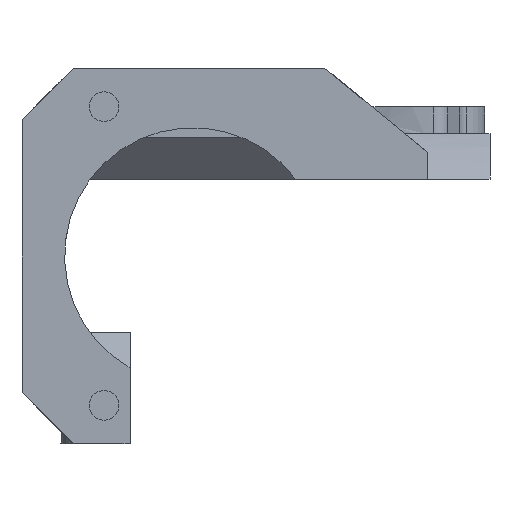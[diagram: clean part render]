
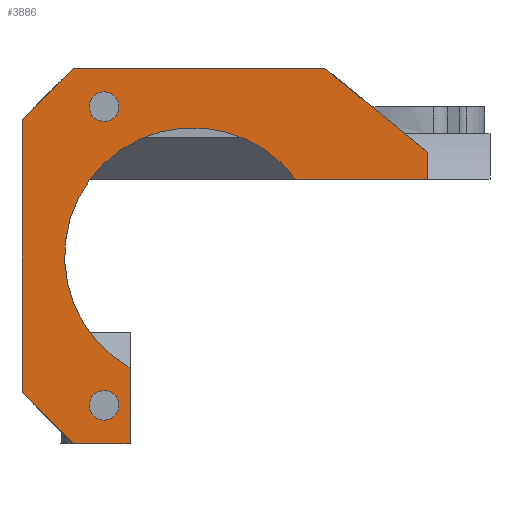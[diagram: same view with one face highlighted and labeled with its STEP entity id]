
A CAD part, left-side view. The second image highlights one B-rep face of the part: STEP entity #3886.
In plain terms, the highlighted planar face has unit normal (-1, 0, 0).
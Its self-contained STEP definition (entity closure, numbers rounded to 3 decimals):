
#70=FACE_BOUND('',#723,.T.);
#71=FACE_BOUND('',#724,.T.);
#306=PLANE('',#4231);
#489=FACE_OUTER_BOUND('',#722,.T.);
#722=EDGE_LOOP('',(#3171,#3172,#3173,#3174,#3175,#3176,#3177,#3178,#3179,
#3180));
#723=EDGE_LOOP('',(#3181));
#724=EDGE_LOOP('',(#3182));
#921=LINE('',#5679,#1308);
#927=LINE('',#5697,#1314);
#946=LINE('',#5786,#1333);
#959=LINE('',#5820,#1346);
#1066=LINE('',#6213,#1453);
#1067=LINE('',#6215,#1454);
#1068=LINE('',#6217,#1455);
#1069=LINE('',#6219,#1456);
#1070=LINE('',#6220,#1457);
#1308=VECTOR('',#4523,1000.);
#1314=VECTOR('',#4541,1000.);
#1333=VECTOR('',#4618,1000.);
#1346=VECTOR('',#4653,1000.);
#1453=VECTOR('',#5022,1000.);
#1454=VECTOR('',#5023,1000.);
#1455=VECTOR('',#5024,1000.);
#1456=VECTOR('',#5025,1000.);
#1457=VECTOR('',#5026,1000.);
#1677=CIRCLE('',#4134,1.45);
#1679=CIRCLE('',#4137,1.45);
#1728=CIRCLE('',#4219,12.5);
#1827=VERTEX_POINT('',#5676);
#1828=VERTEX_POINT('',#5678);
#1834=VERTEX_POINT('',#5695);
#1873=VERTEX_POINT('',#5782);
#1875=VERTEX_POINT('',#5785);
#1922=VERTEX_POINT('',#5969);
#1924=VERTEX_POINT('',#5975);
#1988=VERTEX_POINT('',#6164);
#2006=VERTEX_POINT('',#6212);
#2007=VERTEX_POINT('',#6214);
#2008=VERTEX_POINT('',#6216);
#2009=VERTEX_POINT('',#6218);
#2194=EDGE_CURVE('',#1827,#1828,#921,.T.);
#2204=EDGE_CURVE('',#1834,#1827,#927,.T.);
#2248=EDGE_CURVE('',#1873,#1875,#946,.T.);
#2266=EDGE_CURVE('',#1828,#1873,#959,.T.);
#2326=EDGE_CURVE('',#1922,#1922,#1677,.T.);
#2329=EDGE_CURVE('',#1924,#1924,#1679,.T.);
#2420=EDGE_CURVE('',#1875,#1988,#1728,.T.);
#2443=EDGE_CURVE('',#2006,#1988,#1066,.T.);
#2444=EDGE_CURVE('',#2007,#1834,#1067,.T.);
#2445=EDGE_CURVE('',#2007,#2008,#1068,.T.);
#2446=EDGE_CURVE('',#2009,#2008,#1069,.T.);
#2447=EDGE_CURVE('',#2009,#2006,#1070,.T.);
#3171=ORIENTED_EDGE('',*,*,#2443,.T.);
#3172=ORIENTED_EDGE('',*,*,#2420,.F.);
#3173=ORIENTED_EDGE('',*,*,#2248,.F.);
#3174=ORIENTED_EDGE('',*,*,#2266,.F.);
#3175=ORIENTED_EDGE('',*,*,#2194,.F.);
#3176=ORIENTED_EDGE('',*,*,#2204,.F.);
#3177=ORIENTED_EDGE('',*,*,#2444,.F.);
#3178=ORIENTED_EDGE('',*,*,#2445,.T.);
#3179=ORIENTED_EDGE('',*,*,#2446,.F.);
#3180=ORIENTED_EDGE('',*,*,#2447,.T.);
#3181=ORIENTED_EDGE('',*,*,#2329,.F.);
#3182=ORIENTED_EDGE('',*,*,#2326,.F.);
#3886=ADVANCED_FACE('',(#489,#70,#71),#306,.F.);
#4134=AXIS2_PLACEMENT_3D('',#5971,#4766,#4767);
#4137=AXIS2_PLACEMENT_3D('',#5977,#4773,#4774);
#4219=AXIS2_PLACEMENT_3D('',#6165,#4979,#4980);
#4231=AXIS2_PLACEMENT_3D('',#6211,#5020,#5021);
#4523=DIRECTION('',(0.,-0.773,-0.634));
#4541=DIRECTION('',(0.,-1.,0.));
#4618=DIRECTION('',(0.,1.,0.));
#4653=DIRECTION('',(0.,0.,-1.));
#4766=DIRECTION('center_axis',(-1.,0.,0.));
#4767=DIRECTION('ref_axis',(0.,0.,1.));
#4773=DIRECTION('center_axis',(-1.,0.,0.));
#4774=DIRECTION('ref_axis',(0.,0.,1.));
#4979=DIRECTION('center_axis',(-1.,0.,0.));
#4980=DIRECTION('ref_axis',(0.,0.,1.));
#5020=DIRECTION('center_axis',(1.,0.,0.));
#5021=DIRECTION('ref_axis',(0.,0.,-1.));
#5022=DIRECTION('',(0.,0.,1.));
#5023=DIRECTION('',(0.,-0.707,0.707));
#5024=DIRECTION('',(0.,0.,-1.));
#5025=DIRECTION('',(0.,0.707,0.707));
#5026=DIRECTION('',(0.,-1.,0.));
#5676=CARTESIAN_POINT('',(-39.903,59.625,135.266));
#5678=CARTESIAN_POINT('',(-39.903,49.625,127.066));
#5679=CARTESIAN_POINT('',(-39.903,59.625,135.266));
#5695=CARTESIAN_POINT('',(-39.903,84.125,135.266));
#5697=CARTESIAN_POINT('',(-39.903,78.625,135.266));
#5782=CARTESIAN_POINT('',(-39.903,49.625,124.466));
#5785=CARTESIAN_POINT('',(-39.903,62.475,124.466));
#5786=CARTESIAN_POINT('',(-39.903,49.625,124.466));
#5820=CARTESIAN_POINT('',(-39.903,49.625,149.409));
#5969=CARTESIAN_POINT('',(-39.903,81.125,100.966));
#5971=CARTESIAN_POINT('Origin',(-39.903,81.125,102.416));
#5975=CARTESIAN_POINT('',(-39.903,81.125,130.066));
#5977=CARTESIAN_POINT('Origin',(-39.903,81.125,131.516));
#6164=CARTESIAN_POINT('',(-39.903,78.595,106.067));
#6165=CARTESIAN_POINT('Origin',(-39.903,72.475,116.966));
#6211=CARTESIAN_POINT('Origin',(-39.903,78.625,135.266));
#6212=CARTESIAN_POINT('',(-39.903,78.595,98.666));
#6213=CARTESIAN_POINT('',(-39.903,78.595,0.));
#6214=CARTESIAN_POINT('',(-39.903,89.125,130.266));
#6215=CARTESIAN_POINT('',(-39.903,89.125,130.266));
#6216=CARTESIAN_POINT('',(-39.903,89.125,103.666));
#6217=CARTESIAN_POINT('',(-39.903,89.125,135.266));
#6218=CARTESIAN_POINT('',(-39.903,84.125,98.666));
#6219=CARTESIAN_POINT('',(-39.903,84.125,98.666));
#6220=CARTESIAN_POINT('',(-39.903,78.625,98.666));
